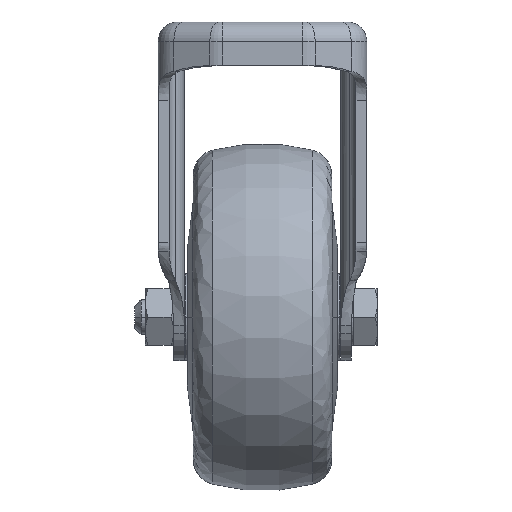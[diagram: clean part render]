
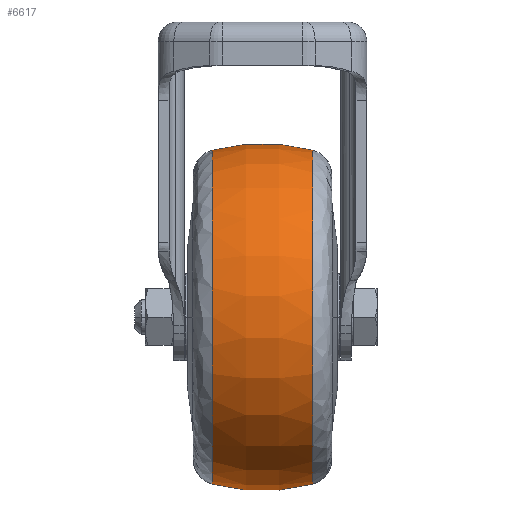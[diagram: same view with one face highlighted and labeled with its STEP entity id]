
A CAD part, top view. The second image highlights one B-rep face of the part: STEP entity #6617.
In plain terms, the highlighted toroidal (fillet/blend) face has major radius 5 mm and minor radius 45 mm.
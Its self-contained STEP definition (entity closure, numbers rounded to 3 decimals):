
#31 = DIRECTION ( 'NONE',  ( 0., -1., 0. ) ) ;
#106 = ORIENTED_EDGE ( 'NONE', *, *, #7945, .F. ) ;
#145 = CARTESIAN_POINT ( 'NONE',  ( 11.538, -29.504, 0. ) ) ;
#690 = VERTEX_POINT ( 'NONE', #1297 ) ;
#1297 = CARTESIAN_POINT ( 'NONE',  ( 11.538, -106.496, 0. ) ) ;
#1354 = DIRECTION ( 'NONE',  ( 1., 0., 0. ) ) ;
#1421 = AXIS2_PLACEMENT_3D ( 'NONE', #3638, #8567, #31 ) ;
#1605 = DIRECTION ( 'NONE',  ( 0., 0., -1. ) ) ;
#1611 = AXIS2_PLACEMENT_3D ( 'NONE', #1886, #2544, #6139 ) ;
#1648 = ORIENTED_EDGE ( 'NONE', *, *, #3010, .F. ) ;
#1886 = CARTESIAN_POINT ( 'NONE',  ( 0., -63., 0. ) ) ;
#2023 = EDGE_CURVE ( 'NONE', #2515, #690, #5012, .T. ) ;
#2048 = VERTEX_POINT ( 'NONE', #6856 ) ;
#2083 = DIRECTION ( 'NONE',  ( 0., 1., 0. ) ) ;
#2114 = ORIENTED_EDGE ( 'NONE', *, *, #8004, .F. ) ;
#2368 = CARTESIAN_POINT ( 'NONE',  ( 0., -73., 0. ) ) ;
#2387 = TOROIDAL_SURFACE ( 'NONE', #2403, -5., 45. ) ;
#2403 = AXIS2_PLACEMENT_3D ( 'NONE', #7520, #6227, #5451 ) ;
#2515 = VERTEX_POINT ( 'NONE', #4293 ) ;
#2544 = DIRECTION ( 'NONE',  ( 0., 0., 1. ) ) ;
#3010 = EDGE_CURVE ( 'NONE', #2515, #2048, #5393, .T. ) ;
#3418 = AXIS2_PLACEMENT_3D ( 'NONE', #2368, #1605, #8665 ) ;
#3638 = CARTESIAN_POINT ( 'NONE',  ( -11.538, -68., 0. ) ) ;
#4293 = CARTESIAN_POINT ( 'NONE',  ( -11.538, -106.496, 0. ) ) ;
#4669 = CIRCLE ( 'NONE', #3418, 45. ) ;
#5012 = CIRCLE ( 'NONE', #1611, 45. ) ;
#5261 = AXIS2_PLACEMENT_3D ( 'NONE', #7048, #1354, #2083 ) ;
#5393 = CIRCLE ( 'NONE', #1421, 38.496 ) ;
#5451 = DIRECTION ( 'NONE',  ( 0., 1., 0. ) ) ;
#6139 = DIRECTION ( 'NONE',  ( 1., 0., 0. ) ) ;
#6156 = ORIENTED_EDGE ( 'NONE', *, *, #2023, .T. ) ;
#6227 = DIRECTION ( 'NONE',  ( 1., 0., 0. ) ) ;
#6380 = FACE_OUTER_BOUND ( 'NONE', #8811, .T. ) ;
#6617 = ADVANCED_FACE ( 'NONE', ( #6380 ), #2387, .T. ) ;
#6681 = CIRCLE ( 'NONE', #5261, 38.496 ) ;
#6856 = CARTESIAN_POINT ( 'NONE',  ( -11.538, -29.504, 0. ) ) ;
#7048 = CARTESIAN_POINT ( 'NONE',  ( 11.538, -68., 0. ) ) ;
#7520 = CARTESIAN_POINT ( 'NONE',  ( 0., -68., 0. ) ) ;
#7945 = EDGE_CURVE ( 'NONE', #8136, #690, #6681, .T. ) ;
#8004 = EDGE_CURVE ( 'NONE', #2048, #8136, #4669, .T. ) ;
#8136 = VERTEX_POINT ( 'NONE', #145 ) ;
#8567 = DIRECTION ( 'NONE',  ( -1., 0., 0. ) ) ;
#8665 = DIRECTION ( 'NONE',  ( -1., 0., 0. ) ) ;
#8811 = EDGE_LOOP ( 'NONE', ( #1648, #6156, #106, #2114 ) ) ;
